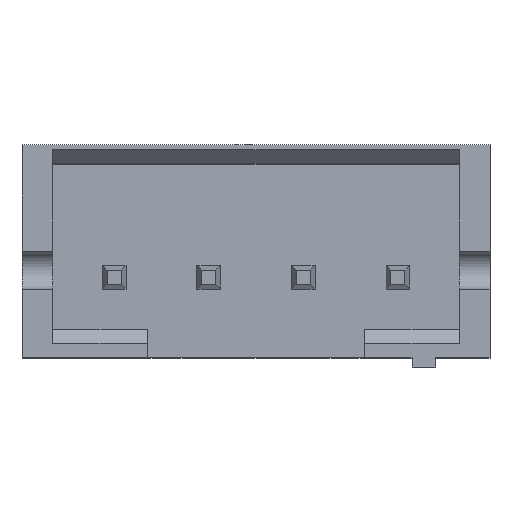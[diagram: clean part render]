
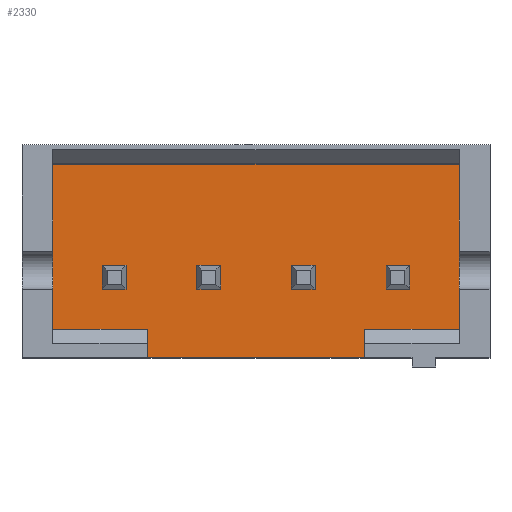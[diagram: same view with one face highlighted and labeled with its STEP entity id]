
A CAD part, top view. The second image highlights one B-rep face of the part: STEP entity #2330.
In plain terms, the highlighted planar face has unit normal (0, 0, 1).
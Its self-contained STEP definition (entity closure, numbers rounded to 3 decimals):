
#90=FACE_BOUND('',#252,.T.);
#91=FACE_BOUND('',#253,.T.);
#92=FACE_BOUND('',#254,.T.);
#93=FACE_BOUND('',#255,.T.);
#124=FACE_OUTER_BOUND('',#251,.T.);
#251=EDGE_LOOP('',(#1725,#1726,#1727,#1728,#1729,#1730,#1731,#1732));
#252=EDGE_LOOP('',(#1733,#1734,#1735,#1736));
#253=EDGE_LOOP('',(#1737,#1738,#1739,#1740));
#254=EDGE_LOOP('',(#1741,#1742,#1743,#1744));
#255=EDGE_LOOP('',(#1745,#1746,#1747,#1748));
#395=LINE('',#3228,#715);
#476=LINE('',#3391,#796);
#486=LINE('',#3409,#806);
#487=LINE('',#3412,#807);
#488=LINE('',#3414,#808);
#489=LINE('',#3416,#809);
#490=LINE('',#3417,#810);
#491=LINE('',#3418,#811);
#492=LINE('',#3421,#812);
#493=LINE('',#3423,#813);
#494=LINE('',#3425,#814);
#495=LINE('',#3426,#815);
#496=LINE('',#3429,#816);
#497=LINE('',#3431,#817);
#498=LINE('',#3433,#818);
#499=LINE('',#3434,#819);
#500=LINE('',#3437,#820);
#501=LINE('',#3439,#821);
#502=LINE('',#3441,#822);
#503=LINE('',#3442,#823);
#504=LINE('',#3445,#824);
#505=LINE('',#3447,#825);
#506=LINE('',#3449,#826);
#507=LINE('',#3450,#827);
#715=VECTOR('',#2618,1.);
#796=VECTOR('',#2741,1.);
#806=VECTOR('',#2759,1.);
#807=VECTOR('',#2762,1.);
#808=VECTOR('',#2763,1.);
#809=VECTOR('',#2764,1.);
#810=VECTOR('',#2765,1.);
#811=VECTOR('',#2766,1.);
#812=VECTOR('',#2767,1.);
#813=VECTOR('',#2768,1.);
#814=VECTOR('',#2769,1.);
#815=VECTOR('',#2770,1.);
#816=VECTOR('',#2771,1.);
#817=VECTOR('',#2772,1.);
#818=VECTOR('',#2773,1.);
#819=VECTOR('',#2774,1.);
#820=VECTOR('',#2775,1.);
#821=VECTOR('',#2776,1.);
#822=VECTOR('',#2777,1.);
#823=VECTOR('',#2778,1.);
#824=VECTOR('',#2779,1.);
#825=VECTOR('',#2780,1.);
#826=VECTOR('',#2781,1.);
#827=VECTOR('',#2782,1.);
#1035=VERTEX_POINT('',#3225);
#1036=VERTEX_POINT('',#3227);
#1096=VERTEX_POINT('',#3388);
#1097=VERTEX_POINT('',#3390);
#1101=VERTEX_POINT('',#3407);
#1102=VERTEX_POINT('',#3411);
#1103=VERTEX_POINT('',#3413);
#1104=VERTEX_POINT('',#3415);
#1105=VERTEX_POINT('',#3419);
#1106=VERTEX_POINT('',#3420);
#1107=VERTEX_POINT('',#3422);
#1108=VERTEX_POINT('',#3424);
#1109=VERTEX_POINT('',#3427);
#1110=VERTEX_POINT('',#3428);
#1111=VERTEX_POINT('',#3430);
#1112=VERTEX_POINT('',#3432);
#1113=VERTEX_POINT('',#3435);
#1114=VERTEX_POINT('',#3436);
#1115=VERTEX_POINT('',#3438);
#1116=VERTEX_POINT('',#3440);
#1117=VERTEX_POINT('',#3443);
#1118=VERTEX_POINT('',#3444);
#1119=VERTEX_POINT('',#3446);
#1120=VERTEX_POINT('',#3448);
#1242=EDGE_CURVE('',#1035,#1036,#395,.F.);
#1325=EDGE_CURVE('',#1096,#1097,#476,.T.);
#1335=EDGE_CURVE('',#1101,#1035,#486,.T.);
#1336=EDGE_CURVE('',#1096,#1102,#487,.T.);
#1337=EDGE_CURVE('',#1102,#1103,#488,.T.);
#1338=EDGE_CURVE('',#1103,#1104,#489,.T.);
#1339=EDGE_CURVE('',#1104,#1036,#490,.T.);
#1340=EDGE_CURVE('',#1101,#1097,#491,.T.);
#1341=EDGE_CURVE('',#1105,#1106,#492,.T.);
#1342=EDGE_CURVE('',#1107,#1105,#493,.T.);
#1343=EDGE_CURVE('',#1108,#1107,#494,.T.);
#1344=EDGE_CURVE('',#1106,#1108,#495,.T.);
#1345=EDGE_CURVE('',#1109,#1110,#496,.T.);
#1346=EDGE_CURVE('',#1111,#1109,#497,.T.);
#1347=EDGE_CURVE('',#1112,#1111,#498,.T.);
#1348=EDGE_CURVE('',#1110,#1112,#499,.T.);
#1349=EDGE_CURVE('',#1113,#1114,#500,.T.);
#1350=EDGE_CURVE('',#1115,#1113,#501,.T.);
#1351=EDGE_CURVE('',#1116,#1115,#502,.T.);
#1352=EDGE_CURVE('',#1114,#1116,#503,.T.);
#1353=EDGE_CURVE('',#1117,#1118,#504,.T.);
#1354=EDGE_CURVE('',#1119,#1117,#505,.T.);
#1355=EDGE_CURVE('',#1120,#1119,#506,.T.);
#1356=EDGE_CURVE('',#1118,#1120,#507,.T.);
#1725=ORIENTED_EDGE('',*,*,#1336,.T.);
#1726=ORIENTED_EDGE('',*,*,#1337,.T.);
#1727=ORIENTED_EDGE('',*,*,#1338,.T.);
#1728=ORIENTED_EDGE('',*,*,#1339,.T.);
#1729=ORIENTED_EDGE('',*,*,#1242,.F.);
#1730=ORIENTED_EDGE('',*,*,#1335,.F.);
#1731=ORIENTED_EDGE('',*,*,#1340,.T.);
#1732=ORIENTED_EDGE('',*,*,#1325,.F.);
#1733=ORIENTED_EDGE('',*,*,#1341,.F.);
#1734=ORIENTED_EDGE('',*,*,#1342,.F.);
#1735=ORIENTED_EDGE('',*,*,#1343,.F.);
#1736=ORIENTED_EDGE('',*,*,#1344,.F.);
#1737=ORIENTED_EDGE('',*,*,#1345,.F.);
#1738=ORIENTED_EDGE('',*,*,#1346,.F.);
#1739=ORIENTED_EDGE('',*,*,#1347,.F.);
#1740=ORIENTED_EDGE('',*,*,#1348,.F.);
#1741=ORIENTED_EDGE('',*,*,#1349,.F.);
#1742=ORIENTED_EDGE('',*,*,#1350,.F.);
#1743=ORIENTED_EDGE('',*,*,#1351,.F.);
#1744=ORIENTED_EDGE('',*,*,#1352,.F.);
#1745=ORIENTED_EDGE('',*,*,#1353,.F.);
#1746=ORIENTED_EDGE('',*,*,#1354,.F.);
#1747=ORIENTED_EDGE('',*,*,#1355,.F.);
#1748=ORIENTED_EDGE('',*,*,#1356,.F.);
#2204=PLANE('',#2474);
#2330=ADVANCED_FACE('',(#124,#90,#91,#92,#93),#2204,.T.);
#2474=AXIS2_PLACEMENT_3D('',#3410,#2760,#2761);
#2618=DIRECTION('',(1.,0.,0.));
#2741=DIRECTION('',(0.,-1.,0.));
#2759=DIRECTION('',(0.,-1.,0.));
#2760=DIRECTION('center_axis',(0.,0.,1.));
#2761=DIRECTION('ref_axis',(1.,0.,0.));
#2762=DIRECTION('',(-1.,0.,0.));
#2763=DIRECTION('',(0.,-1.,0.));
#2764=DIRECTION('',(1.,0.,0.));
#2765=DIRECTION('',(0.,-1.,0.));
#2766=DIRECTION('',(1.,0.,0.));
#2767=DIRECTION('',(-1.,0.,0.));
#2768=DIRECTION('',(0.,1.,0.));
#2769=DIRECTION('',(1.,0.,0.));
#2770=DIRECTION('',(0.,-1.,0.));
#2771=DIRECTION('',(-1.,0.,0.));
#2772=DIRECTION('',(0.,1.,0.));
#2773=DIRECTION('',(1.,0.,0.));
#2774=DIRECTION('',(0.,-1.,0.));
#2775=DIRECTION('',(-1.,0.,0.));
#2776=DIRECTION('',(0.,1.,0.));
#2777=DIRECTION('',(1.,0.,0.));
#2778=DIRECTION('',(0.,-1.,0.));
#2779=DIRECTION('',(-1.,0.,0.));
#2780=DIRECTION('',(0.,1.,0.));
#2781=DIRECTION('',(1.,0.,0.));
#2782=DIRECTION('',(0.,-1.,0.));
#3225=CARTESIAN_POINT('',(5.3,-1.7,1.75));
#3227=CARTESIAN_POINT('',(0.7,-1.7,1.75));
#3228=CARTESIAN_POINT('',(0.7,-1.7,1.75));
#3388=CARTESIAN_POINT('',(7.3,2.4,1.75));
#3390=CARTESIAN_POINT('',(7.3,-1.1,1.75));
#3391=CARTESIAN_POINT('',(7.3,2.4,1.75));
#3407=CARTESIAN_POINT('',(5.3,-1.1,1.75));
#3409=CARTESIAN_POINT('',(5.3,-1.1,1.75));
#3410=CARTESIAN_POINT('Origin',(0.,0.,1.75));
#3411=CARTESIAN_POINT('',(-1.3,2.4,1.75));
#3412=CARTESIAN_POINT('',(7.3,2.4,1.75));
#3413=CARTESIAN_POINT('',(-1.3,-1.1,1.75));
#3414=CARTESIAN_POINT('',(-1.3,2.4,1.75));
#3415=CARTESIAN_POINT('',(0.7,-1.1,1.75));
#3416=CARTESIAN_POINT('',(-1.3,-1.1,1.75));
#3417=CARTESIAN_POINT('',(0.7,-1.1,1.75));
#3418=CARTESIAN_POINT('',(5.3,-1.1,1.75));
#3419=CARTESIAN_POINT('',(2.25,0.25,1.75));
#3420=CARTESIAN_POINT('',(1.75,0.25,1.75));
#3421=CARTESIAN_POINT('',(2.25,0.25,1.75));
#3422=CARTESIAN_POINT('',(2.25,-0.25,1.75));
#3423=CARTESIAN_POINT('',(2.25,-0.25,1.75));
#3424=CARTESIAN_POINT('',(1.75,-0.25,1.75));
#3425=CARTESIAN_POINT('',(1.75,-0.25,1.75));
#3426=CARTESIAN_POINT('',(1.75,0.25,1.75));
#3427=CARTESIAN_POINT('',(4.25,0.25,1.75));
#3428=CARTESIAN_POINT('',(3.75,0.25,1.75));
#3429=CARTESIAN_POINT('',(4.25,0.25,1.75));
#3430=CARTESIAN_POINT('',(4.25,-0.25,1.75));
#3431=CARTESIAN_POINT('',(4.25,-0.25,1.75));
#3432=CARTESIAN_POINT('',(3.75,-0.25,1.75));
#3433=CARTESIAN_POINT('',(3.75,-0.25,1.75));
#3434=CARTESIAN_POINT('',(3.75,0.25,1.75));
#3435=CARTESIAN_POINT('',(6.25,0.25,1.75));
#3436=CARTESIAN_POINT('',(5.75,0.25,1.75));
#3437=CARTESIAN_POINT('',(6.25,0.25,1.75));
#3438=CARTESIAN_POINT('',(6.25,-0.25,1.75));
#3439=CARTESIAN_POINT('',(6.25,-0.25,1.75));
#3440=CARTESIAN_POINT('',(5.75,-0.25,1.75));
#3441=CARTESIAN_POINT('',(5.75,-0.25,1.75));
#3442=CARTESIAN_POINT('',(5.75,0.25,1.75));
#3443=CARTESIAN_POINT('',(0.25,0.25,1.75));
#3444=CARTESIAN_POINT('',(-0.25,0.25,1.75));
#3445=CARTESIAN_POINT('',(0.25,0.25,1.75));
#3446=CARTESIAN_POINT('',(0.25,-0.25,1.75));
#3447=CARTESIAN_POINT('',(0.25,-0.25,1.75));
#3448=CARTESIAN_POINT('',(-0.25,-0.25,1.75));
#3449=CARTESIAN_POINT('',(-0.25,-0.25,1.75));
#3450=CARTESIAN_POINT('',(-0.25,0.25,1.75));
